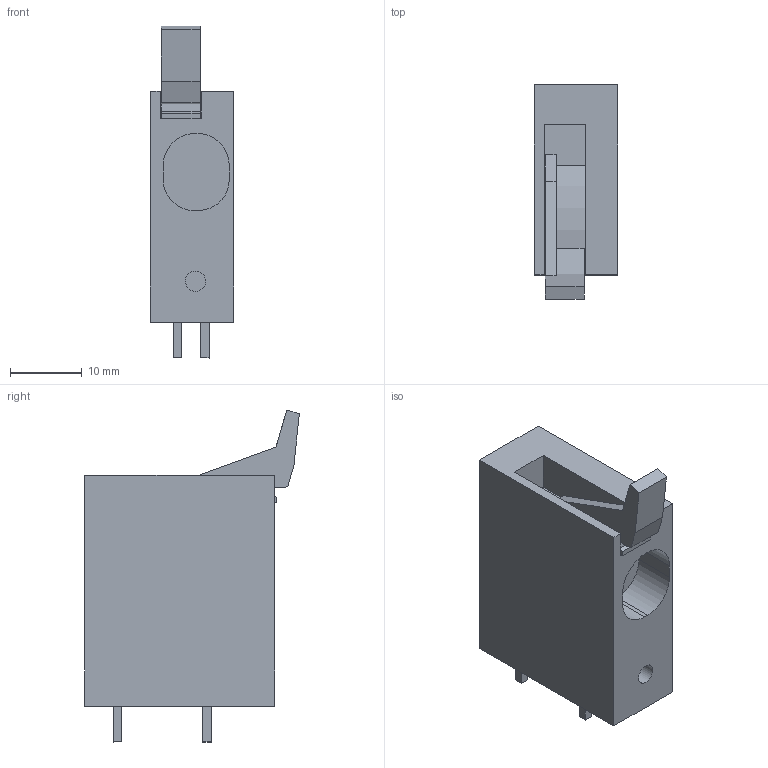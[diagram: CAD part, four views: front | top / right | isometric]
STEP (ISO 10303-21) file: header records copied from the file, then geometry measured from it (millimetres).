
FILE_DESCRIPTION(('CATIA V5 STEP','CAx-IF Rec.Pracs.--- Model Styling and Organization---1.4--- 2014-01-23'),'2;1');
FILE_NAME ('9008309_3', '2024-02-07T15:08:05+00:00', ('none'), ('Weidmueller'), 'CATIA Version 5-6 Release 2016 SP3 HF44', 'CATIA V5 STEP AP214', 'none');
FILE_SCHEMA(('AUTOMOTIVE_DESIGN { 1 0 10303 214 1 1 1 1 }'));
Length unit declared in the file: millimetre
Products named in the file (1): 1988590000
Bounding box: 11.57 x 29.9 x 46.24 mm (x, y, z)
Volume: 8644.7 mm3; surface area: 4346.8 mm2
Topology: 4 solids, 4 shells, 81 faces, 216 edges, 146 vertices
Faces by surface type: plane 62, cylinder 19
Entity records: 2563 total; most frequent: CARTESIAN_POINT 496, ORIENTED_EDGE 432, DIRECTION 366, EDGE_CURVE 216, VECTOR 179, LINE 179, VERTEX_POINT 146, AXIS2_PLACEMENT_3D 111
